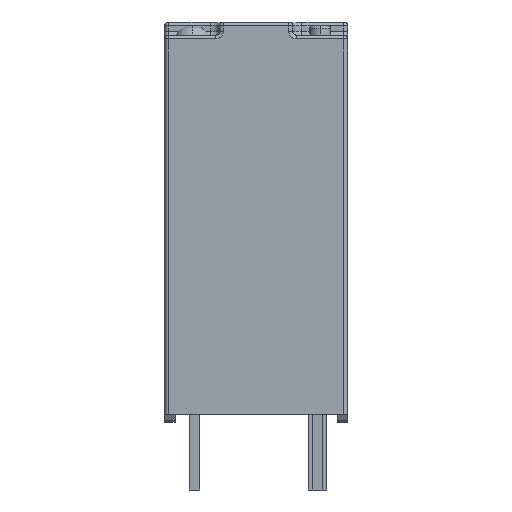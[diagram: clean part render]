
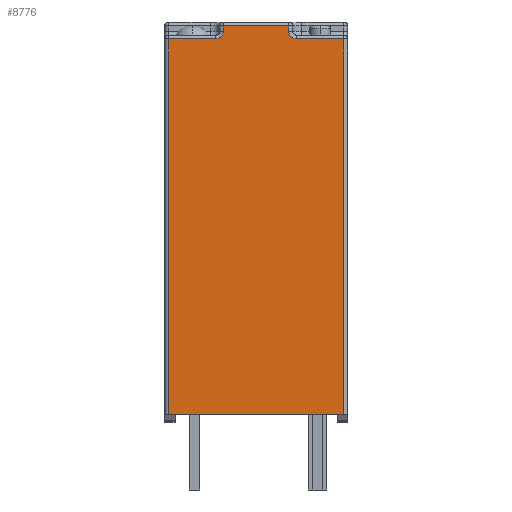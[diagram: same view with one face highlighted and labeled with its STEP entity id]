
A CAD part, left-side view. The second image highlights one B-rep face of the part: STEP entity #8776.
In plain terms, the highlighted planar face has unit normal (-1, 0, 0).
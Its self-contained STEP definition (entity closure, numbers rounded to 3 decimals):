
#280 = EDGE_CURVE ( 'NONE', #24148, #19446, #27676, .T. ) ;
#522 = DIRECTION ( 'NONE',  ( 0., 0., -1. ) ) ;
#640 = LINE ( 'NONE', #9806, #3027 ) ;
#661 = DIRECTION ( 'NONE',  ( -1., 0., 0. ) ) ;
#667 = CARTESIAN_POINT ( 'NONE',  ( -10.25, 3.35, 14.65 ) ) ;
#932 = CARTESIAN_POINT ( 'NONE',  ( -10.25, 1.4, 15.15 ) ) ;
#1028 = VECTOR ( 'NONE', #24235, 1000. ) ;
#1077 = EDGE_CURVE ( 'NONE', #13471, #13885, #16546, .T. ) ;
#1860 = FACE_OUTER_BOUND ( 'NONE', #6851, .T. ) ;
#2122 = CARTESIAN_POINT ( 'NONE',  ( -10.25, -3.35, 14.65 ) ) ;
#2617 = CARTESIAN_POINT ( 'NONE',  ( -10.25, -3.35, 0.3 ) ) ;
#2765 = DIRECTION ( 'NONE',  ( 0., 0., -1. ) ) ;
#2929 = VERTEX_POINT ( 'NONE', #25397 ) ;
#3027 = VECTOR ( 'NONE', #27513, 1000. ) ;
#3063 = LINE ( 'NONE', #27171, #10977 ) ;
#3316 = VERTEX_POINT ( 'NONE', #4559 ) ;
#3917 = VECTOR ( 'NONE', #8362, 1000. ) ;
#4143 = CIRCLE ( 'NONE', #20380, 0.3 ) ;
#4559 = CARTESIAN_POINT ( 'NONE',  ( -10.25, 1.25, 15.15 ) ) ;
#4654 = CARTESIAN_POINT ( 'NONE',  ( -10.25, 1.55, 14.65 ) ) ;
#4772 = CARTESIAN_POINT ( 'NONE',  ( -10.25, -1.55, 14.65 ) ) ;
#4857 = AXIS2_PLACEMENT_3D ( 'NONE', #20149, #11585, #13480 ) ;
#5221 = DIRECTION ( 'NONE',  ( 0., 1., 0. ) ) ;
#5224 = DIRECTION ( 'NONE',  ( 0., 1., 0. ) ) ;
#5887 = VERTEX_POINT ( 'NONE', #2122 ) ;
#6160 = DIRECTION ( 'NONE',  ( -1., 0., 0. ) ) ;
#6851 = EDGE_LOOP ( 'NONE', ( #11532, #8891, #20426, #25230, #25113, #22026, #11159, #10961, #25070, #10082 ) ) ;
#7360 = EDGE_CURVE ( 'NONE', #2929, #19220, #13219, .T. ) ;
#7858 = LINE ( 'NONE', #21090, #11906 ) ;
#8362 = DIRECTION ( 'NONE',  ( 0., 0., 1. ) ) ;
#8388 = PLANE ( 'NONE',  #4857 ) ;
#8776 = ADVANCED_FACE ( 'NONE', ( #1860 ), #8388, .F. ) ;
#8891 = ORIENTED_EDGE ( 'NONE', *, *, #1077, .T. ) ;
#8912 = EDGE_CURVE ( 'NONE', #19220, #3316, #14602, .T. ) ;
#9494 = EDGE_CURVE ( 'NONE', #5887, #11848, #25440, .T. ) ;
#9806 = CARTESIAN_POINT ( 'NONE',  ( -10.25, 3.5, 0.3 ) ) ;
#10082 = ORIENTED_EDGE ( 'NONE', *, *, #280, .F. ) ;
#10961 = ORIENTED_EDGE ( 'NONE', *, *, #8912, .T. ) ;
#10977 = VECTOR ( 'NONE', #12088, 1000. ) ;
#11159 = ORIENTED_EDGE ( 'NONE', *, *, #7360, .T. ) ;
#11532 = ORIENTED_EDGE ( 'NONE', *, *, #12224, .T. ) ;
#11585 = DIRECTION ( 'NONE',  ( 1., 0., 0. ) ) ;
#11848 = VERTEX_POINT ( 'NONE', #4772 ) ;
#11906 = VECTOR ( 'NONE', #5221, 1000. ) ;
#12088 = DIRECTION ( 'NONE',  ( 0., 0., -1. ) ) ;
#12090 = VECTOR ( 'NONE', #2765, 1000. ) ;
#12224 = EDGE_CURVE ( 'NONE', #24148, #13471, #7858, .T. ) ;
#12233 = CARTESIAN_POINT ( 'NONE',  ( -10.25, -1.4, 14.65 ) ) ;
#12576 = CARTESIAN_POINT ( 'NONE',  ( -10.25, 3.35, 0.3 ) ) ;
#12590 = DIRECTION ( 'NONE',  ( 0., 1., 0. ) ) ;
#12646 = EDGE_CURVE ( 'NONE', #2929, #11848, #4143, .T. ) ;
#12891 = LINE ( 'NONE', #26380, #3917 ) ;
#12897 = DIRECTION ( 'NONE',  ( 0., 0., -1. ) ) ;
#13219 = LINE ( 'NONE', #22370, #1028 ) ;
#13236 = VECTOR ( 'NONE', #12590, 1000. ) ;
#13471 = VERTEX_POINT ( 'NONE', #667 ) ;
#13480 = DIRECTION ( 'NONE',  ( 0., 0., -1. ) ) ;
#13788 = AXIS2_PLACEMENT_3D ( 'NONE', #26078, #6160, #12897 ) ;
#13885 = VERTEX_POINT ( 'NONE', #12576 ) ;
#14602 = LINE ( 'NONE', #932, #13236 ) ;
#16072 = CARTESIAN_POINT ( 'NONE',  ( -10.25, -1.55, 14.95 ) ) ;
#16399 = CARTESIAN_POINT ( 'NONE',  ( -10.25, -1.25, 15.15 ) ) ;
#16546 = LINE ( 'NONE', #22962, #12090 ) ;
#16752 = EDGE_CURVE ( 'NONE', #19099, #5887, #12891, .T. ) ;
#19099 = VERTEX_POINT ( 'NONE', #2617 ) ;
#19220 = VERTEX_POINT ( 'NONE', #16399 ) ;
#19446 = VERTEX_POINT ( 'NONE', #20998 ) ;
#20149 = CARTESIAN_POINT ( 'NONE',  ( -10.25, 3.5, 15.3 ) ) ;
#20380 = AXIS2_PLACEMENT_3D ( 'NONE', #16072, #661, #522 ) ;
#20426 = ORIENTED_EDGE ( 'NONE', *, *, #24108, .T. ) ;
#20998 = CARTESIAN_POINT ( 'NONE',  ( -10.25, 1.25, 14.95 ) ) ;
#21090 = CARTESIAN_POINT ( 'NONE',  ( -10.25, 3.5, 14.65 ) ) ;
#22026 = ORIENTED_EDGE ( 'NONE', *, *, #12646, .F. ) ;
#22370 = CARTESIAN_POINT ( 'NONE',  ( -10.25, -1.25, 15.3 ) ) ;
#22962 = CARTESIAN_POINT ( 'NONE',  ( -10.25, 3.35, 15.3 ) ) ;
#22963 = VECTOR ( 'NONE', #5224, 1000. ) ;
#24108 = EDGE_CURVE ( 'NONE', #13885, #19099, #640, .T. ) ;
#24148 = VERTEX_POINT ( 'NONE', #4654 ) ;
#24235 = DIRECTION ( 'NONE',  ( 0., 0., 1. ) ) ;
#25070 = ORIENTED_EDGE ( 'NONE', *, *, #25486, .T. ) ;
#25113 = ORIENTED_EDGE ( 'NONE', *, *, #9494, .T. ) ;
#25230 = ORIENTED_EDGE ( 'NONE', *, *, #16752, .T. ) ;
#25397 = CARTESIAN_POINT ( 'NONE',  ( -10.25, -1.25, 14.95 ) ) ;
#25440 = LINE ( 'NONE', #12233, #22963 ) ;
#25486 = EDGE_CURVE ( 'NONE', #3316, #19446, #3063, .T. ) ;
#26078 = CARTESIAN_POINT ( 'NONE',  ( -10.25, 1.55, 14.95 ) ) ;
#26380 = CARTESIAN_POINT ( 'NONE',  ( -10.25, -3.35, 15.3 ) ) ;
#27171 = CARTESIAN_POINT ( 'NONE',  ( -10.25, 1.25, 15.3 ) ) ;
#27513 = DIRECTION ( 'NONE',  ( 0., -1., 0. ) ) ;
#27676 = CIRCLE ( 'NONE', #13788, 0.3 ) ;
